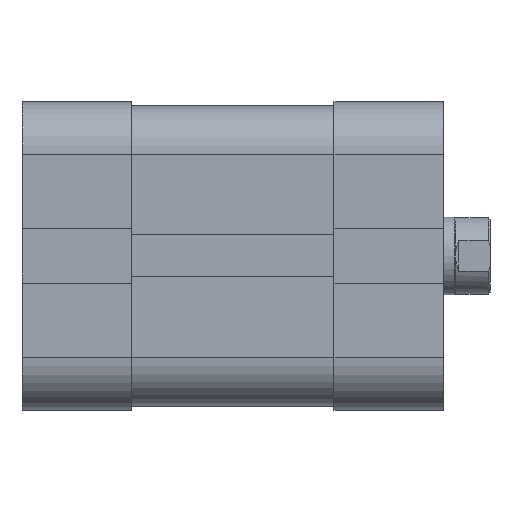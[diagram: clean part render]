
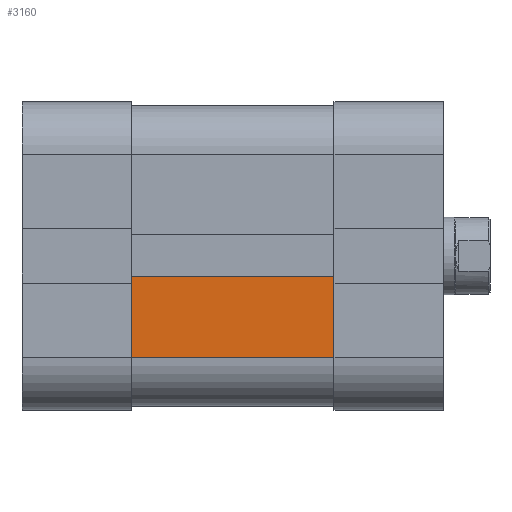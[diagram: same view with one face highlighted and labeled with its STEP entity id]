
A CAD part, top view. The second image highlights one B-rep face of the part: STEP entity #3160.
In plain terms, the highlighted face is planar.
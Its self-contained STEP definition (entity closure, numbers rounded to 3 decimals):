
#238 = DIRECTION ( 'NONE',  ( 0., 0., -1. ) ) ;
#239 = DIRECTION ( 'NONE',  ( 0., -1., 0. ) ) ;
#248 = VERTEX_POINT ( 'NONE', #890 ) ;
#249 = CARTESIAN_POINT ( 'NONE',  ( 6.25, 0., -26. ) ) ;
#252 = PLANE ( 'NONE',  #7083 ) ;
#592 = VERTEX_POINT ( 'NONE', #841 ) ;
#767 = VERTEX_POINT ( 'NONE', #790 ) ;
#781 = VERTEX_POINT ( 'NONE', #786 ) ;
#786 = CARTESIAN_POINT ( 'NONE',  ( 21.95, 0., -26. ) ) ;
#790 = CARTESIAN_POINT ( 'NONE',  ( 32.25, 0., -26. ) ) ;
#841 = CARTESIAN_POINT ( 'NONE',  ( 21.95, 0., 0. ) ) ;
#890 = CARTESIAN_POINT ( 'NONE',  ( 32.25, 0., 0. ) ) ;
#1539 = ORIENTED_EDGE ( 'NONE', *, *, #6913, .F. ) ;
#1734 = ORIENTED_EDGE ( 'NONE', *, *, #6847, .T. ) ;
#1737 = ORIENTED_EDGE ( 'NONE', *, *, #6878, .T. ) ;
#1786 = ORIENTED_EDGE ( 'NONE', *, *, #6897, .F. ) ;
#3160 = ADVANCED_FACE ( 'NONE', ( #3961 ), #252, .T. ) ;
#3522 = CARTESIAN_POINT ( 'NONE',  ( 32.25, 0., -26. ) ) ;
#3523 = DIRECTION ( 'NONE',  ( 0., 0., 1. ) ) ;
#3577 = CARTESIAN_POINT ( 'NONE',  ( 6.25, 0., -26. ) ) ;
#3592 = DIRECTION ( 'NONE',  ( 1., 0., 0. ) ) ;
#3637 = CARTESIAN_POINT ( 'NONE',  ( 6.25, 0., 0. ) ) ;
#3638 = DIRECTION ( 'NONE',  ( 1., 0., 0. ) ) ;
#3667 = CARTESIAN_POINT ( 'NONE',  ( 21.95, 0., -26. ) ) ;
#3678 = DIRECTION ( 'NONE',  ( 0., 0., 1. ) ) ;
#3961 = FACE_OUTER_BOUND ( 'NONE', #6182, .T. ) ;
#6182 = EDGE_LOOP ( 'NONE', ( #1539, #1737, #1734, #1786 ) ) ;
#6278 = LINE ( 'NONE', #3522, #6294 ) ;
#6294 = VECTOR ( 'NONE', #3523, 1000. ) ;
#6346 = LINE ( 'NONE', #3577, #6348 ) ;
#6348 = VECTOR ( 'NONE', #3592, 1000. ) ;
#6377 = LINE ( 'NONE', #3637, #6378 ) ;
#6378 = VECTOR ( 'NONE', #3638, 1000. ) ;
#6398 = LINE ( 'NONE', #3667, #6402 ) ;
#6402 = VECTOR ( 'NONE', #3678, 1000. ) ;
#6847 = EDGE_CURVE ( 'NONE', #767, #248, #6278, .T. ) ;
#6878 = EDGE_CURVE ( 'NONE', #781, #767, #6346, .T. ) ;
#6897 = EDGE_CURVE ( 'NONE', #592, #248, #6377, .T. ) ;
#6913 = EDGE_CURVE ( 'NONE', #781, #592, #6398, .T. ) ;
#7083 = AXIS2_PLACEMENT_3D ( 'NONE', #249, #239, #238 ) ;
